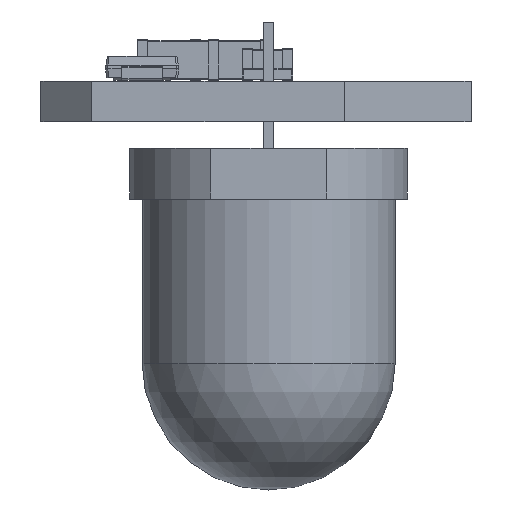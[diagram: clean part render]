
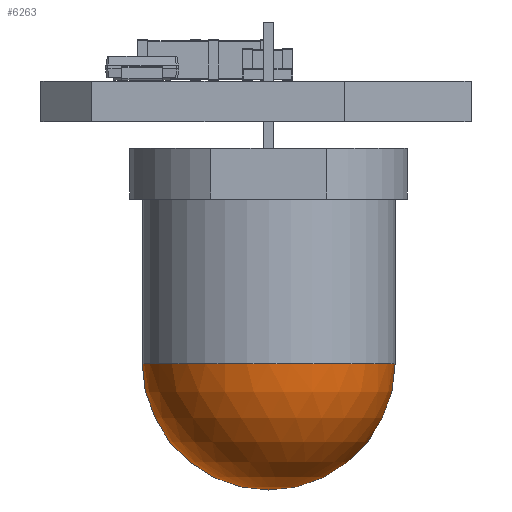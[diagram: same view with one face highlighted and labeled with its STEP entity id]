
A CAD part, left-side view. The second image highlights one B-rep face of the part: STEP entity #6263.
In plain terms, the highlighted spherical face has radius 5 mm.
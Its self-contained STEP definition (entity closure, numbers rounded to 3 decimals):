
#6263 = ADVANCED_FACE('',(#6264),#6279,.T.);
#6264 = FACE_BOUND('',#6265,.T.);
#6265 = EDGE_LOOP('',(#6266,#6341,#6342));
#6266 = ORIENTED_EDGE('',*,*,#6267,.T.);
#6267 = EDGE_CURVE('',#6268,#6270,#6272,.T.);
#6268 = VERTEX_POINT('',#6269);
#6269 = CARTESIAN_POINT('',(6.27,0.,11.5));
#6270 = VERTEX_POINT('',#6271);
#6271 = CARTESIAN_POINT('',(1.27,0.,16.5));
#6272 = SEAM_CURVE('',#6273,(#6278,#6312),.PCURVE_S1.);
#6273 = CIRCLE('',#6274,5.);
#6274 = AXIS2_PLACEMENT_3D('',#6275,#6276,#6277);
#6275 = CARTESIAN_POINT('',(1.27,0.,11.5));
#6276 = DIRECTION('',(0.,-1.,0.));
#6277 = DIRECTION('',(1.,0.,0.));
#6278 = PCURVE('',#6279,#6284);
#6279 = SPHERICAL_SURFACE('',#6280,5.);
#6280 = AXIS2_PLACEMENT_3D('',#6281,#6282,#6283);
#6281 = CARTESIAN_POINT('',(1.27,0.,11.5));
#6282 = DIRECTION('',(0.,0.,1.));
#6283 = DIRECTION('',(1.,0.,0.));
#6284 = DEFINITIONAL_REPRESENTATION('',(#6285),#6311);
#6285 = B_SPLINE_CURVE_WITH_KNOTS('',3,(#6286,#6287,#6288,#6289,#6290,
    #6291,#6292,#6293,#6294,#6295,#6296,#6297,#6298,#6299,#6300,#6301,
    #6302,#6303,#6304,#6305,#6306,#6307,#6308,#6309,#6310),
  .UNSPECIFIED.,.F.,.F.,(4,1,1,1,1,1,1,1,1,1,1,1,1,1,1,1,1,1,1,1,1,1,4),
  (0.,0.071,0.143,0.214,
    0.286,0.357,0.428,0.5,
    0.571,0.643,0.714,0.785,
    0.857,0.928,1.,1.071,
    1.142,1.214,1.285,1.357,
    1.428,1.499,1.571),
  .QUASI_UNIFORM_KNOTS.);
#6286 = CARTESIAN_POINT('',(6.283,0.));
#6287 = CARTESIAN_POINT('',(6.283,0.024));
#6288 = CARTESIAN_POINT('',(6.283,0.071));
#6289 = CARTESIAN_POINT('',(6.283,0.143));
#6290 = CARTESIAN_POINT('',(6.283,0.214));
#6291 = CARTESIAN_POINT('',(6.283,0.286));
#6292 = CARTESIAN_POINT('',(6.283,0.357));
#6293 = CARTESIAN_POINT('',(6.283,0.428));
#6294 = CARTESIAN_POINT('',(6.283,0.5));
#6295 = CARTESIAN_POINT('',(6.283,0.571));
#6296 = CARTESIAN_POINT('',(6.283,0.643));
#6297 = CARTESIAN_POINT('',(6.283,0.714));
#6298 = CARTESIAN_POINT('',(6.283,0.785));
#6299 = CARTESIAN_POINT('',(6.283,0.857));
#6300 = CARTESIAN_POINT('',(6.283,0.928));
#6301 = CARTESIAN_POINT('',(6.283,1.));
#6302 = CARTESIAN_POINT('',(6.283,1.071));
#6303 = CARTESIAN_POINT('',(6.283,1.142));
#6304 = CARTESIAN_POINT('',(6.283,1.214));
#6305 = CARTESIAN_POINT('',(6.283,1.285));
#6306 = CARTESIAN_POINT('',(6.283,1.357));
#6307 = CARTESIAN_POINT('',(6.283,1.428));
#6308 = CARTESIAN_POINT('',(6.283,1.499));
#6309 = CARTESIAN_POINT('',(6.283,1.547));
#6310 = CARTESIAN_POINT('',(6.283,1.571));
#6311 = ( GEOMETRIC_REPRESENTATION_CONTEXT(2) 
PARAMETRIC_REPRESENTATION_CONTEXT() REPRESENTATION_CONTEXT('2D SPACE',''
  ) );
#6312 = PCURVE('',#6279,#6313);
#6313 = DEFINITIONAL_REPRESENTATION('',(#6314),#6340);
#6314 = B_SPLINE_CURVE_WITH_KNOTS('',3,(#6315,#6316,#6317,#6318,#6319,
    #6320,#6321,#6322,#6323,#6324,#6325,#6326,#6327,#6328,#6329,#6330,
    #6331,#6332,#6333,#6334,#6335,#6336,#6337,#6338,#6339),
  .UNSPECIFIED.,.F.,.F.,(4,1,1,1,1,1,1,1,1,1,1,1,1,1,1,1,1,1,1,1,1,1,4),
  (0.,0.071,0.143,0.214,
    0.286,0.357,0.428,0.5,
    0.571,0.643,0.714,0.785,
    0.857,0.928,1.,1.071,
    1.142,1.214,1.285,1.357,
    1.428,1.499,1.571),
  .QUASI_UNIFORM_KNOTS.);
#6315 = CARTESIAN_POINT('',(0.,0.));
#6316 = CARTESIAN_POINT('',(0.,0.024));
#6317 = CARTESIAN_POINT('',(0.,0.071));
#6318 = CARTESIAN_POINT('',(0.,0.143));
#6319 = CARTESIAN_POINT('',(0.,0.214));
#6320 = CARTESIAN_POINT('',(0.,0.286));
#6321 = CARTESIAN_POINT('',(0.,0.357));
#6322 = CARTESIAN_POINT('',(0.,0.428));
#6323 = CARTESIAN_POINT('',(0.,0.5));
#6324 = CARTESIAN_POINT('',(0.,0.571));
#6325 = CARTESIAN_POINT('',(0.,0.643));
#6326 = CARTESIAN_POINT('',(0.,0.714));
#6327 = CARTESIAN_POINT('',(0.,0.785));
#6328 = CARTESIAN_POINT('',(0.,0.857));
#6329 = CARTESIAN_POINT('',(0.,0.928));
#6330 = CARTESIAN_POINT('',(0.,1.));
#6331 = CARTESIAN_POINT('',(0.,1.071));
#6332 = CARTESIAN_POINT('',(0.,1.142));
#6333 = CARTESIAN_POINT('',(0.,1.214));
#6334 = CARTESIAN_POINT('',(0.,1.285));
#6335 = CARTESIAN_POINT('',(0.,1.357));
#6336 = CARTESIAN_POINT('',(0.,1.428));
#6337 = CARTESIAN_POINT('',(0.,1.499));
#6338 = CARTESIAN_POINT('',(0.,1.547));
#6339 = CARTESIAN_POINT('',(0.,1.571));
#6340 = ( GEOMETRIC_REPRESENTATION_CONTEXT(2) 
PARAMETRIC_REPRESENTATION_CONTEXT() REPRESENTATION_CONTEXT('2D SPACE',''
  ) );
#6341 = ORIENTED_EDGE('',*,*,#6267,.F.);
#6342 = ORIENTED_EDGE('',*,*,#6343,.F.);
#6343 = EDGE_CURVE('',#6268,#6268,#6344,.T.);
#6344 = SURFACE_CURVE('',#6345,(#6350,#6379),.PCURVE_S1.);
#6345 = CIRCLE('',#6346,5.);
#6346 = AXIS2_PLACEMENT_3D('',#6347,#6348,#6349);
#6347 = CARTESIAN_POINT('',(1.27,0.,11.5));
#6348 = DIRECTION('',(0.,0.,-1.));
#6349 = DIRECTION('',(1.,0.,0.));
#6350 = PCURVE('',#6279,#6351);
#6351 = DEFINITIONAL_REPRESENTATION('',(#6352),#6378);
#6352 = B_SPLINE_CURVE_WITH_KNOTS('',3,(#6353,#6354,#6355,#6356,#6357,
    #6358,#6359,#6360,#6361,#6362,#6363,#6364,#6365,#6366,#6367,#6368,
    #6369,#6370,#6371,#6372,#6373,#6374,#6375,#6376,#6377),
  .UNSPECIFIED.,.F.,.F.,(4,1,1,1,1,1,1,1,1,1,1,1,1,1,1,1,1,1,1,1,1,1,4),
  (0.,0.286,0.571,0.857,1.142,
    1.428,1.714,1.999,2.285,
    2.57,2.856,3.142,3.427,
    3.713,3.998,4.284,4.57,
    4.855,5.141,5.426,5.712,
    5.998,6.283),.QUASI_UNIFORM_KNOTS.);
#6353 = CARTESIAN_POINT('',(6.283,0.));
#6354 = CARTESIAN_POINT('',(6.188,0.));
#6355 = CARTESIAN_POINT('',(5.998,0.));
#6356 = CARTESIAN_POINT('',(5.712,0.));
#6357 = CARTESIAN_POINT('',(5.426,0.));
#6358 = CARTESIAN_POINT('',(5.141,0.));
#6359 = CARTESIAN_POINT('',(4.855,0.));
#6360 = CARTESIAN_POINT('',(4.57,0.));
#6361 = CARTESIAN_POINT('',(4.284,0.));
#6362 = CARTESIAN_POINT('',(3.998,0.));
#6363 = CARTESIAN_POINT('',(3.713,0.));
#6364 = CARTESIAN_POINT('',(3.427,0.));
#6365 = CARTESIAN_POINT('',(3.142,0.));
#6366 = CARTESIAN_POINT('',(2.856,0.));
#6367 = CARTESIAN_POINT('',(2.57,0.));
#6368 = CARTESIAN_POINT('',(2.285,0.));
#6369 = CARTESIAN_POINT('',(1.999,0.));
#6370 = CARTESIAN_POINT('',(1.714,0.));
#6371 = CARTESIAN_POINT('',(1.428,0.));
#6372 = CARTESIAN_POINT('',(1.142,0.));
#6373 = CARTESIAN_POINT('',(0.857,0.));
#6374 = CARTESIAN_POINT('',(0.571,0.));
#6375 = CARTESIAN_POINT('',(0.286,0.));
#6376 = CARTESIAN_POINT('',(0.095,0.));
#6377 = CARTESIAN_POINT('',(0.,0.));
#6378 = ( GEOMETRIC_REPRESENTATION_CONTEXT(2) 
PARAMETRIC_REPRESENTATION_CONTEXT() REPRESENTATION_CONTEXT('2D SPACE',''
  ) );
#6379 = PCURVE('',#6380,#6385);
#6380 = CYLINDRICAL_SURFACE('',#6381,5.);
#6381 = AXIS2_PLACEMENT_3D('',#6382,#6383,#6384);
#6382 = CARTESIAN_POINT('',(1.27,0.,11.5));
#6383 = DIRECTION('',(0.,0.,-1.));
#6384 = DIRECTION('',(1.,0.,0.));
#6385 = DEFINITIONAL_REPRESENTATION('',(#6386),#6412);
#6386 = B_SPLINE_CURVE_WITH_KNOTS('',3,(#6387,#6388,#6389,#6390,#6391,
    #6392,#6393,#6394,#6395,#6396,#6397,#6398,#6399,#6400,#6401,#6402,
    #6403,#6404,#6405,#6406,#6407,#6408,#6409,#6410,#6411),
  .UNSPECIFIED.,.F.,.F.,(4,1,1,1,1,1,1,1,1,1,1,1,1,1,1,1,1,1,1,1,1,1,4),
  (0.,0.286,0.571,0.857,1.142,
    1.428,1.714,1.999,2.285,
    2.57,2.856,3.142,3.427,
    3.713,3.998,4.284,4.57,
    4.855,5.141,5.426,5.712,
    5.998,6.283),.QUASI_UNIFORM_KNOTS.);
#6387 = CARTESIAN_POINT('',(0.,0.));
#6388 = CARTESIAN_POINT('',(0.095,0.));
#6389 = CARTESIAN_POINT('',(0.286,0.));
#6390 = CARTESIAN_POINT('',(0.571,0.));
#6391 = CARTESIAN_POINT('',(0.857,0.));
#6392 = CARTESIAN_POINT('',(1.142,0.));
#6393 = CARTESIAN_POINT('',(1.428,0.));
#6394 = CARTESIAN_POINT('',(1.714,0.));
#6395 = CARTESIAN_POINT('',(1.999,0.));
#6396 = CARTESIAN_POINT('',(2.285,0.));
#6397 = CARTESIAN_POINT('',(2.57,0.));
#6398 = CARTESIAN_POINT('',(2.856,0.));
#6399 = CARTESIAN_POINT('',(3.142,0.));
#6400 = CARTESIAN_POINT('',(3.427,0.));
#6401 = CARTESIAN_POINT('',(3.713,0.));
#6402 = CARTESIAN_POINT('',(3.998,0.));
#6403 = CARTESIAN_POINT('',(4.284,0.));
#6404 = CARTESIAN_POINT('',(4.57,0.));
#6405 = CARTESIAN_POINT('',(4.855,0.));
#6406 = CARTESIAN_POINT('',(5.141,0.));
#6407 = CARTESIAN_POINT('',(5.426,0.));
#6408 = CARTESIAN_POINT('',(5.712,0.));
#6409 = CARTESIAN_POINT('',(5.998,0.));
#6410 = CARTESIAN_POINT('',(6.188,0.));
#6411 = CARTESIAN_POINT('',(6.283,0.));
#6412 = ( GEOMETRIC_REPRESENTATION_CONTEXT(2) 
PARAMETRIC_REPRESENTATION_CONTEXT() REPRESENTATION_CONTEXT('2D SPACE',''
  ) );
